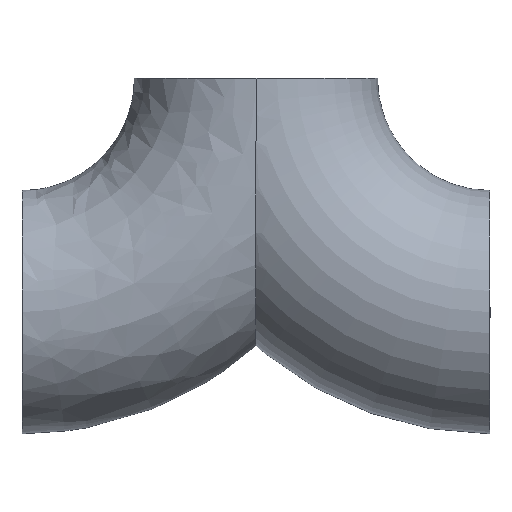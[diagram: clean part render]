
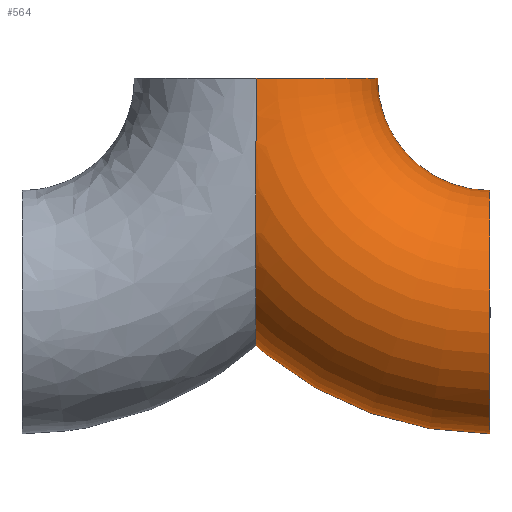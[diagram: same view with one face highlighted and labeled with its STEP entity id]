
A CAD part, front view. The second image highlights one B-rep face of the part: STEP entity #564.
In plain terms, the highlighted toroidal (fillet/blend) face has major radius 100 mm and minor radius 52 mm.
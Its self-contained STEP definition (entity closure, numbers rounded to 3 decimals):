
#412=CARTESIAN_POINT('',(0.,-52.0,0.));
#413=VERTEX_POINT('',#412);
#414=CARTESIAN_POINT('',(0.,52.0,0.));
#415=VERTEX_POINT('',#414);
#416=CARTESIAN_POINT('',(0.,-52.0,0.));
#417=CARTESIAN_POINT('',(0.,-52.0,-0.12));
#418=CARTESIAN_POINT('',(0.,-52.,-0.265));
#419=CARTESIAN_POINT('',(0.,-52.,-0.385));
#420=CARTESIAN_POINT('',(0.,-52.,-11.321));
#421=CARTESIAN_POINT('',(0.,-52.006,-19.673));
#422=CARTESIAN_POINT('',(0.,-51.88,-26.833));
#423=CARTESIAN_POINT('',(0.,-51.828,-29.746));
#424=CARTESIAN_POINT('',(0.,-51.756,-32.462));
#425=CARTESIAN_POINT('',(0.,-51.656,-35.075));
#426=CARTESIAN_POINT('',(0.,-51.614,-36.155));
#427=CARTESIAN_POINT('',(0.,-51.568,-37.218));
#428=CARTESIAN_POINT('',(0.,-51.517,-38.269));
#429=CARTESIAN_POINT('',(0.,-51.468,-39.257));
#430=CARTESIAN_POINT('',(0.,-51.415,-40.244));
#431=CARTESIAN_POINT('',(0.,-51.355,-41.234));
#432=CARTESIAN_POINT('',(0.,-50.855,-49.467));
#433=CARTESIAN_POINT('',(0.,-49.927,-57.804));
#434=CARTESIAN_POINT('',(0.,-48.105,-65.873));
#435=CARTESIAN_POINT('',(0.,-47.303,-69.426));
#436=CARTESIAN_POINT('',(0.,-46.328,-72.926));
#437=CARTESIAN_POINT('',(0.,-45.14,-76.351));
#438=CARTESIAN_POINT('',(0.,-43.895,-79.937));
#439=CARTESIAN_POINT('',(0.,-42.417,-83.435));
#440=CARTESIAN_POINT('',(0.,-40.665,-86.789));
#441=CARTESIAN_POINT('',(0.,-39.66,-88.712));
#442=CARTESIAN_POINT('',(0.,-38.564,-90.59));
#443=CARTESIAN_POINT('',(0.,-37.372,-92.405));
#444=CARTESIAN_POINT('',(0.,-35.724,-94.915));
#445=CARTESIAN_POINT('',(0.,-33.898,-97.297));
#446=CARTESIAN_POINT('',(0.,-31.888,-99.509));
#447=CARTESIAN_POINT('',(0.,-30.345,-101.208));
#448=CARTESIAN_POINT('',(0.,-28.693,-102.806));
#449=CARTESIAN_POINT('',(0.,-26.93,-104.285));
#450=CARTESIAN_POINT('',(0.,-25.685,-105.329));
#451=CARTESIAN_POINT('',(0.,-24.392,-106.308));
#452=CARTESIAN_POINT('',(0.,-23.055,-107.212));
#453=CARTESIAN_POINT('',(0.,-20.888,-108.677));
#454=CARTESIAN_POINT('',(0.,-18.607,-109.95));
#455=CARTESIAN_POINT('',(0.,-16.222,-111.004));
#456=CARTESIAN_POINT('',(0.,-14.8,-111.632));
#457=CARTESIAN_POINT('',(0.,-13.341,-112.183));
#458=CARTESIAN_POINT('',(0.,-11.848,-112.65));
#459=CARTESIAN_POINT('',(0.,-10.546,-113.058));
#460=CARTESIAN_POINT('',(0.,-9.225,-113.399));
#461=CARTESIAN_POINT('',(0.,-7.895,-113.671));
#462=CARTESIAN_POINT('',(0.,-5.425,-114.176));
#463=CARTESIAN_POINT('',(0.,-2.916,-114.445));
#464=CARTESIAN_POINT('',(0.,-0.393,-114.471));
#465=CARTESIAN_POINT('',(0.,1.483,-114.49));
#466=CARTESIAN_POINT('',(0.,3.373,-114.372));
#467=CARTESIAN_POINT('',(0.,5.233,-114.122));
#468=CARTESIAN_POINT('',(0.,9.13,-113.598));
#469=CARTESIAN_POINT('',(0.,12.918,-112.496));
#470=CARTESIAN_POINT('',(0.,16.519,-110.871));
#471=CARTESIAN_POINT('',(0.,17.861,-110.266));
#472=CARTESIAN_POINT('',(0.,19.169,-109.591));
#473=CARTESIAN_POINT('',(0.,20.437,-108.855));
#474=CARTESIAN_POINT('',(0.,23.161,-107.274));
#475=CARTESIAN_POINT('',(0.,25.707,-105.407));
#476=CARTESIAN_POINT('',(0.,28.064,-103.305));
#477=CARTESIAN_POINT('',(0.,29.214,-102.278));
#478=CARTESIAN_POINT('',(0.,30.319,-101.196));
#479=CARTESIAN_POINT('',(0.,31.378,-100.063));
#480=CARTESIAN_POINT('',(0.,31.707,-99.711));
#481=CARTESIAN_POINT('',(0.,32.031,-99.354));
#482=CARTESIAN_POINT('',(0.,32.361,-98.982));
#483=CARTESIAN_POINT('',(0.,35.289,-95.673));
#484=CARTESIAN_POINT('',(0.,38.392,-91.357));
#485=CARTESIAN_POINT('',(0.,41.227,-85.689));
#486=CARTESIAN_POINT('',(0.,41.911,-84.322));
#487=CARTESIAN_POINT('',(0.,42.579,-82.876));
#488=CARTESIAN_POINT('',(0.,43.224,-81.347));
#489=CARTESIAN_POINT('',(0.,43.499,-80.695));
#490=CARTESIAN_POINT('',(0.,43.771,-80.027));
#491=CARTESIAN_POINT('',(0.,44.036,-79.346));
#492=CARTESIAN_POINT('',(0.,47.712,-69.929));
#493=CARTESIAN_POINT('',(0.,49.658,-59.759));
#494=CARTESIAN_POINT('',(0.,50.701,-49.434));
#495=CARTESIAN_POINT('',(0.,51.059,-45.882));
#496=CARTESIAN_POINT('',(0.,51.312,-42.311));
#497=CARTESIAN_POINT('',(0.,51.493,-38.747));
#498=CARTESIAN_POINT('',(0.,51.567,-37.287));
#499=CARTESIAN_POINT('',(0.,51.629,-35.827));
#500=CARTESIAN_POINT('',(0.,51.682,-34.371));
#501=CARTESIAN_POINT('',(0.,51.714,-33.477));
#502=CARTESIAN_POINT('',(0.,51.743,-32.591));
#503=CARTESIAN_POINT('',(0.,51.769,-31.677));
#504=CARTESIAN_POINT('',(0.,51.903,-26.982));
#505=CARTESIAN_POINT('',(0.,51.963,-21.681));
#506=CARTESIAN_POINT('',(0.,51.985,-15.806));
#507=CARTESIAN_POINT('',(0.,52.003,-11.038));
#508=CARTESIAN_POINT('',(0.,52.,-5.892));
#509=CARTESIAN_POINT('',(0.,52.,-0.385));
#510=CARTESIAN_POINT('',(0.,52.,-0.265));
#511=CARTESIAN_POINT('',(0.,52.0,-0.12));
#512=CARTESIAN_POINT('',(0.,52.0,0.));
#513=B_SPLINE_CURVE_WITH_KNOTS('',3,(#416,#417,#418,#419,#420,#421,#422,#423,#424,#425,#426,#427,#428,#429,#430,#431,#432,#433,#434,#435,#436,#437,#438,#439,#440,#441,#442,#443,#444,#445,#446,#447,#448,#449,#450,#451,#452,#453,#454,#455,#456,#457,#458,#459,#460,#461,#462,#463,#464,#465,#466,#467,#468,#469,#470,#471,#472,#473,#474,#475,#476,#477,#478,#479,#480,#481,#482,#483,#484,#485,#486,#487,#488,#489,#490,#491,#492,#493,#494,#495,#496,#497,#498,#499,#500,#501,#502,#503,#504,#505,#506,#507,#508,#509,#510,#511,#512),.UNSPECIFIED.,.F.,.U.,(4,3,3,3,3,3,3,3,3,3,3,3,3,3,3,3,3,3,3,3,3,3,3,3,3,3,3,3,3,3,3,3,4),(-0.036,0.0,3.281,4.616,5.168,5.686,9.999,11.898,13.887,15.028,16.607,17.82,18.676,20.062,20.889,21.61,22.95,23.947,26.034,26.812,28.484,29.3,29.553,31.806,32.349,32.58,35.781,36.883,37.334,37.611,39.032,40.186,40.212),.UNSPECIFIED.);
#514=EDGE_CURVE('',#413,#415,#513,.T.);
#538=CARTESIAN_POINT('',(100.0,0.0,0.));
#539=DIRECTION('',(0.0,1.0,0.0));
#540=DIRECTION('',(0.0,0.0,1.0));
#541=AXIS2_PLACEMENT_3D('',#538,#539,#540);
#542=TOROIDAL_SURFACE('',#541,100.0,52.0);
#543=CARTESIAN_POINT('',(100.,0.,-48.));
#544=VERTEX_POINT('',#543);
#545=CARTESIAN_POINT('',(100.,0.0,-100.));
#546=DIRECTION('',(1.0,0.0,0.0));
#547=DIRECTION('',(0.0,0.0,-1.0));
#548=AXIS2_PLACEMENT_3D('',#545,#546,#547);
#549=CIRCLE('',#548,52.0);
#550=EDGE_CURVE('',#544,#544,#549,.T.);
#551=ORIENTED_EDGE('',*,*,#550,.F.);
#552=EDGE_LOOP('',(#551));
#553=FACE_OUTER_BOUND('',#552,.T.);
#554=ORIENTED_EDGE('',*,*,#514,.T.);
#555=CARTESIAN_POINT('',(0.0,0.0,0.0));
#556=DIRECTION('',(0.0,0.0,-1.0));
#557=DIRECTION('',(-1.0,0.0,0.0));
#558=AXIS2_PLACEMENT_3D('',#555,#556,#557);
#559=CIRCLE('',#558,52.0);
#560=EDGE_CURVE('',#415,#413,#559,.T.);
#561=ORIENTED_EDGE('',*,*,#560,.T.);
#562=EDGE_LOOP('',(#554,#561));
#563=FACE_BOUND('',#562,.T.);
#564=ADVANCED_FACE('',(#553,#563),#542,.T.);
